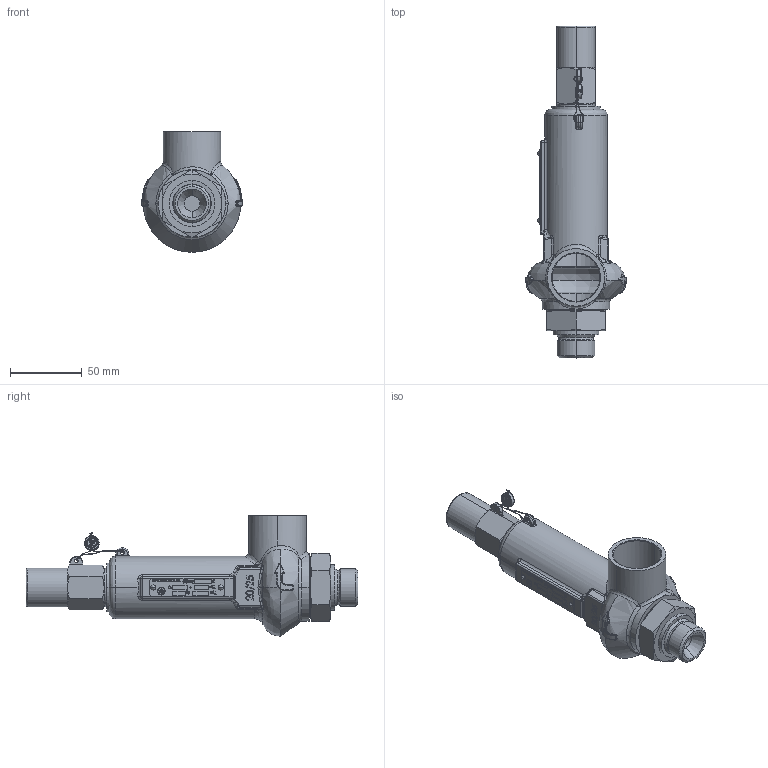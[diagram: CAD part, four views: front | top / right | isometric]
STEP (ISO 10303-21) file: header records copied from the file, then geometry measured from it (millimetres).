
FILE_DESCRIPTION (( 'STEP AP203' ), '1' );
FILE_NAME ('Typ_10-BG_II-head_C-G034-G100.STEP', '2019-09-20T10:40:17', ( '' ), ( '' ), 'SwSTEP 2.0', 'SolidWorks 2016', '' );
FILE_SCHEMA (( 'CONFIG_CONTROL_DESIGN' ));
Products named in the file (1): Typ_10-BG_II-head_C-G034-G100
Bounding box: 70 x 231 x 84 mm (x, y, z)
Volume: 92004.4 mm3; surface area: 71026.5 mm2
Topology: 47 solids, 47 shells, 1307 faces, 3266 edges, 2060 vertices
Faces by surface type: bspline 591, plane 479, cylinder 188, cone 49
Entity records: 64869 total; most frequent: CARTESIAN_POINT 37530, ORIENTED_EDGE 6486, DIRECTION 4263, EDGE_CURVE 3243, VERTEX_POINT 2060, VECTOR 1427, LINE 1427, AXIS2_PLACEMENT_3D 1418
